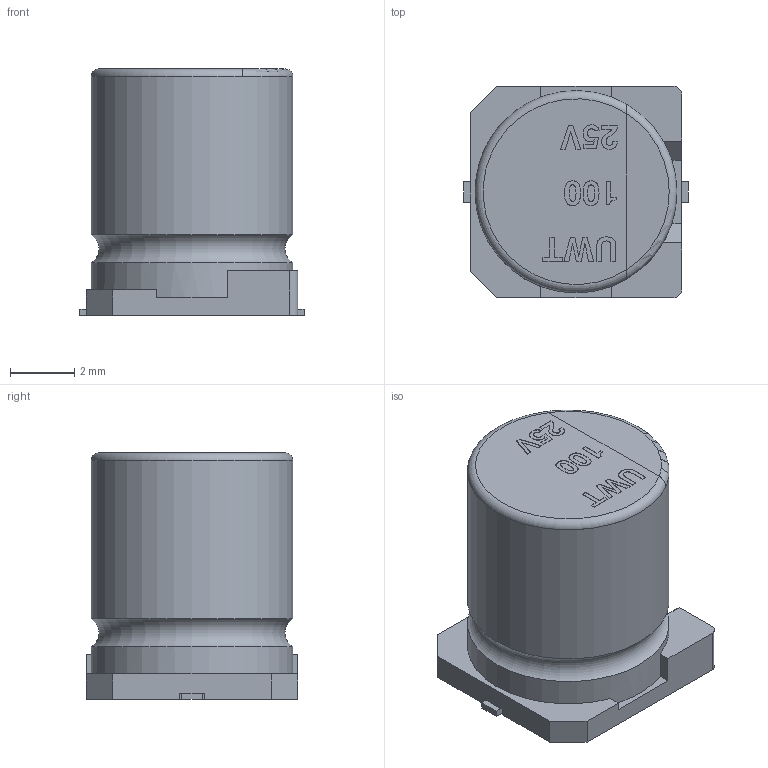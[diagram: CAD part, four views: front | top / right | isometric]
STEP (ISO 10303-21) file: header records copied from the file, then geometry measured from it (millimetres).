
FILE_DESCRIPTION(('FreeCAD Model'),'2;1');
FILE_NAME('Nichicon_UWT1E101MCL1GS.step','2019-07-20T23:23:16',('Author'),(''), 'Open CASCADE STEP processor 7.3','FreeCAD','Unknown');
FILE_SCHEMA(('AUTOMOTIVE_DESIGN { 1 0 10303 214 1 1 1 1 }'));
Length unit declared in the file: millimetre
Products named in the file (1): UWT1E101MCL1GS
Bounding box: 7 x 6.6 x 7.71 mm (x, y, z)
Volume: 248.9 mm3; surface area: 250.3 mm2
Topology: 1 solids, 1 shells, 208 faces, 571 edges, 376 vertices
Faces by surface type: plane 108, extrusion 92, cylinder 5, torus 3
Full cylindrical faces by diameter (mm): 6.3 x2
Entity records: 8154 total; most frequent: CARTESIAN_POINT 1752, ORIENTED_EDGE 1142, DIRECTION 731, EDGE_CURVE 571, VECTOR 453, VERTEX_POINT 376, LINE 361, B_SPLINE_CURVE_WITH_KNOTS 280
